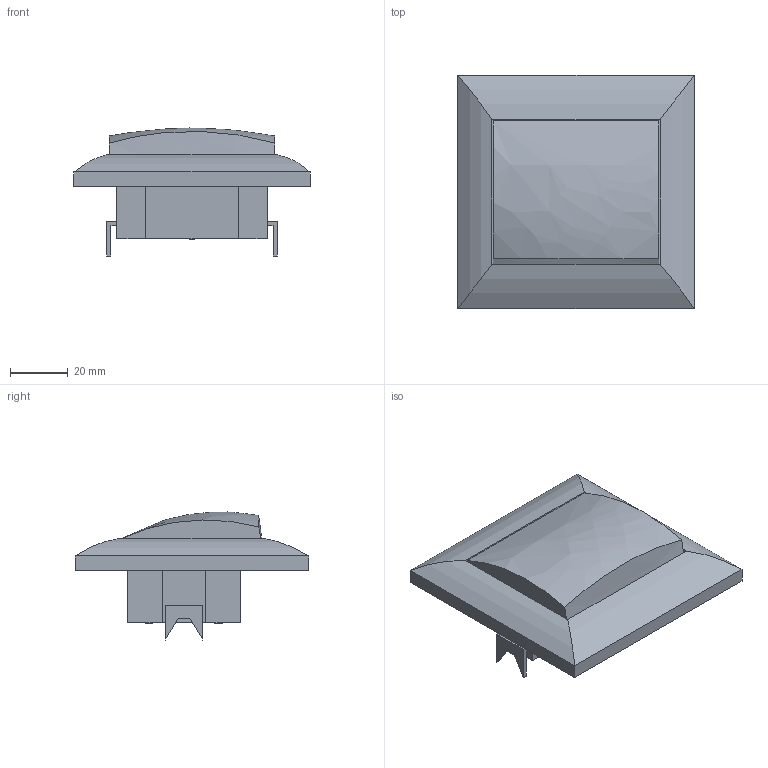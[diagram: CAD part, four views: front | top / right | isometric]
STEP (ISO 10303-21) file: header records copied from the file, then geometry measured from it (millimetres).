
FILE_DESCRIPTION (( 'STEP AP203' ), '1' );
FILE_NAME ('EVK13-K01-10-DM ÂÑê10-1-0-ÊÁ Âûêëþ÷àòåëü 1êë êíîï. 10À ÊÂÀÐÒÀ (áåëûé).STEP', '2016-11-23T12:15:48', ( '' ), ( '' ), 'SwSTEP 2.0', 'SolidWorks 2014', '' );
FILE_SCHEMA (( 'CONFIG_CONTROL_DESIGN' ));
Length unit declared in the file: millimetre
Products named in the file (1): EVK13-K01-10-DM ÂÑê10-1-0-ÊÁ Âûêëþ÷àòåëü 1êë êíîï. 10À ÊÂÀÐÒÀ (áåëûé)
Bounding box: 81.5 x 80.5 x 44.16 mm (x, y, z)
Volume: 94661.1 mm3; surface area: 28864.2 mm2
Topology: 1 solids, 1 shells, 131 faces, 339 edges, 224 vertices
Faces by surface type: plane 78, cylinder 28, bspline 25
Full cylindrical faces by diameter (mm): 2.5 x4, 4 x4
Entity records: 4596 total; most frequent: CARTESIAN_POINT 1414, ORIENTED_EDGE 662, DIRECTION 559, EDGE_CURVE 331, VECTOR 229, LINE 229, VERTEX_POINT 224, EDGE_LOOP 169
